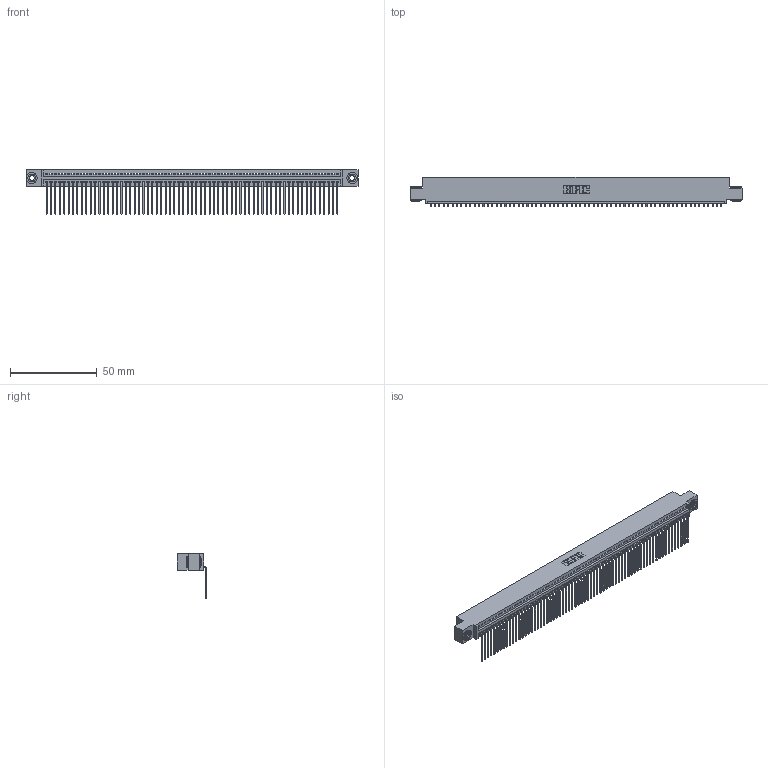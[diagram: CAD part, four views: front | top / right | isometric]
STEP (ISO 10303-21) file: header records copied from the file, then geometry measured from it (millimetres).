
FILE_DESCRIPTION (( 'STEP AP203' ), '1' );
FILE_NAME ('345-067-559-403.STEP', '2019-10-12T03:29:35', ( '' ), ( '' ), 'SwSTEP 2.0', 'SolidWorks 2016', '' );
FILE_SCHEMA (( 'CONFIG_CONTROL_DESIGN' ));
Length unit declared in the file: inch
Products named in the file (4): 345-067-559-403; 345-250-002_345-250-002-102; 345 Part_0.110 Offset - 0.156 Dia-TH; 345-292-001_558 559 Tail - 1
Assembly tree (70 placements, depth 2):
  345-067-559-403
    345 Part_0.110 Offset - 0.156 Dia-TH
    345-292-001_558 559 Tail - 1  x67
    345-250-002_345-250-002-102  x2
Bounding box: 191.39 x 16.75 x 25.53 mm (x, y, z)
Volume: 18552.4 mm3; surface area: 26602.3 mm2
Topology: 70 solids, 70 shells, 4188 faces, 12623 edges, 8322 vertices
Faces by surface type: plane 2908, cylinder 1272, cone 8
Entity records: 47926 total; most frequent: CARTESIAN_POINT 8280, ORIENTED_EDGE 8274, DIRECTION 7225, EDGE_CURVE 4137, LINE 3713, VECTOR 3713, VERTEX_POINT 2754, AXIS2_PLACEMENT_3D 1756
